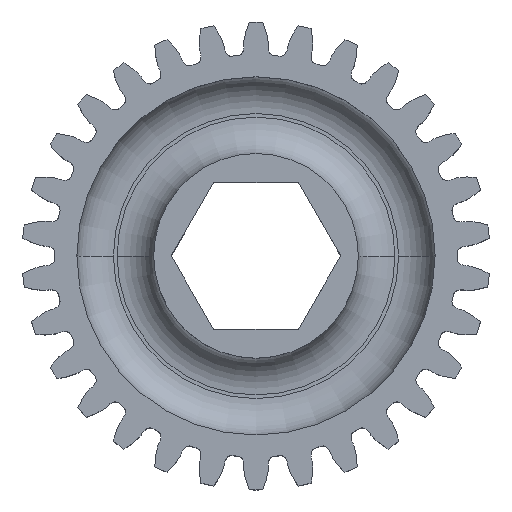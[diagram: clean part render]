
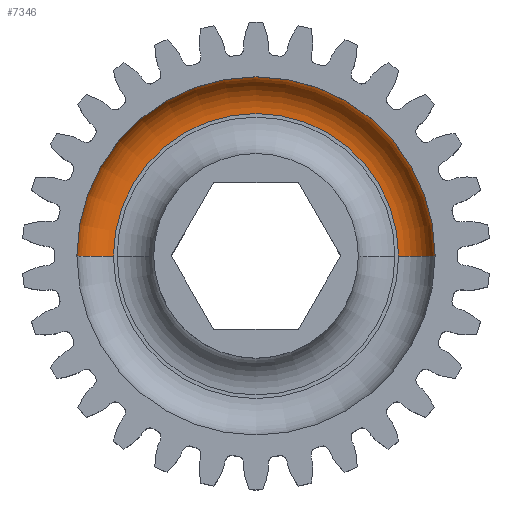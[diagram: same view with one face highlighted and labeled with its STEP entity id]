
A CAD part, top view. The second image highlights one B-rep face of the part: STEP entity #7346.
In plain terms, the highlighted toroidal (fillet/blend) face has major radius 12.383 mm and minor radius 3.175 mm.
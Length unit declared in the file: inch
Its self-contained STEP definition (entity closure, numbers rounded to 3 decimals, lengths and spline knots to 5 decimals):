
#377 = CARTESIAN_POINT ( 'NONE',  ( 0., 0., 0.0275 ) ) ;
#509 = VERTEX_POINT ( 'NONE', #8061 ) ;
#625 = AXIS2_PLACEMENT_3D ( 'NONE', #7412, #5054, #5375 ) ;
#683 = AXIS2_PLACEMENT_3D ( 'NONE', #12212, #12142, #12002 ) ;
#924 = CARTESIAN_POINT ( 'NONE',  ( 0., 0., 0.0275 ) ) ;
#1013 = VERTEX_POINT ( 'NONE', #6702 ) ;
#1159 = CARTESIAN_POINT ( 'NONE',  ( -0.4875, 0., 0.0275 ) ) ;
#1332 = FACE_OUTER_BOUND ( 'NONE', #9867, .T. ) ;
#2015 = VERTEX_POINT ( 'NONE', #12934 ) ;
#2305 = EDGE_CURVE ( 'NONE', #509, #2015, #3490, .T. ) ;
#3256 = CIRCLE ( 'NONE', #11701, 0.125 ) ;
#3429 = DIRECTION ( 'NONE',  ( 1., 0., 0. ) ) ;
#3490 = CIRCLE ( 'NONE', #5007, 0.6125 ) ;
#3496 = ORIENTED_EDGE ( 'NONE', *, *, #13401, .F. ) ;
#3532 = EDGE_CURVE ( 'NONE', #1013, #2015, #6524, .T. ) ;
#3919 = ORIENTED_EDGE ( 'NONE', *, *, #2305, .F. ) ;
#4000 = DIRECTION ( 'NONE',  ( 0., 1., 0. ) ) ;
#4127 = EDGE_CURVE ( 'NONE', #9026, #509, #3256, .T. ) ;
#5007 = AXIS2_PLACEMENT_3D ( 'NONE', #924, #5053, #5190 ) ;
#5053 = DIRECTION ( 'NONE',  ( 0., 0., -1. ) ) ;
#5054 = DIRECTION ( 'NONE',  ( 0., 0., 1. ) ) ;
#5190 = DIRECTION ( 'NONE',  ( 1., 0., 0. ) ) ;
#5375 = DIRECTION ( 'NONE',  ( 1., 0., 0. ) ) ;
#6524 = CIRCLE ( 'NONE', #683, 0.125 ) ;
#6702 = CARTESIAN_POINT ( 'NONE',  ( 0.4875, 0., -0.0975 ) ) ;
#6874 = CARTESIAN_POINT ( 'NONE',  ( -0.4875, 0., -0.0975 ) ) ;
#7096 = TOROIDAL_SURFACE ( 'NONE', #7524, 0.4875, 0.125 ) ;
#7346 = ADVANCED_FACE ( 'NONE', ( #1332 ), #7096, .F. ) ;
#7412 = CARTESIAN_POINT ( 'NONE',  ( 0., 0., -0.0975 ) ) ;
#7524 = AXIS2_PLACEMENT_3D ( 'NONE', #377, #12730, #3429 ) ;
#7538 = ORIENTED_EDGE ( 'NONE', *, *, #3532, .T. ) ;
#7879 = ORIENTED_EDGE ( 'NONE', *, *, #4127, .F. ) ;
#8061 = CARTESIAN_POINT ( 'NONE',  ( -0.6125, 0., 0.0275 ) ) ;
#8133 = DIRECTION ( 'NONE',  ( -1., 0., 0. ) ) ;
#9026 = VERTEX_POINT ( 'NONE', #6874 ) ;
#9867 = EDGE_LOOP ( 'NONE', ( #7879, #3496, #7538, #3919 ) ) ;
#11701 = AXIS2_PLACEMENT_3D ( 'NONE', #1159, #4000, #8133 ) ;
#12002 = DIRECTION ( 'NONE',  ( 0., 0., -1. ) ) ;
#12116 = CIRCLE ( 'NONE', #625, 0.4875 ) ;
#12142 = DIRECTION ( 'NONE',  ( 0., -1., 0. ) ) ;
#12212 = CARTESIAN_POINT ( 'NONE',  ( 0.4875, 0., 0.0275 ) ) ;
#12730 = DIRECTION ( 'NONE',  ( 0., 0., 1. ) ) ;
#12934 = CARTESIAN_POINT ( 'NONE',  ( 0.6125, 0., 0.0275 ) ) ;
#13401 = EDGE_CURVE ( 'NONE', #1013, #9026, #12116, .T. ) ;
